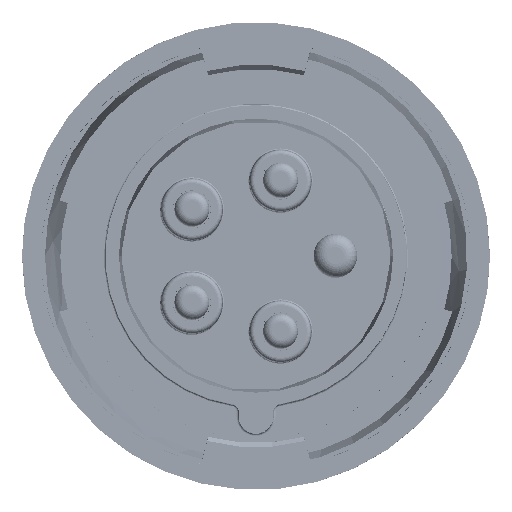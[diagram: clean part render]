
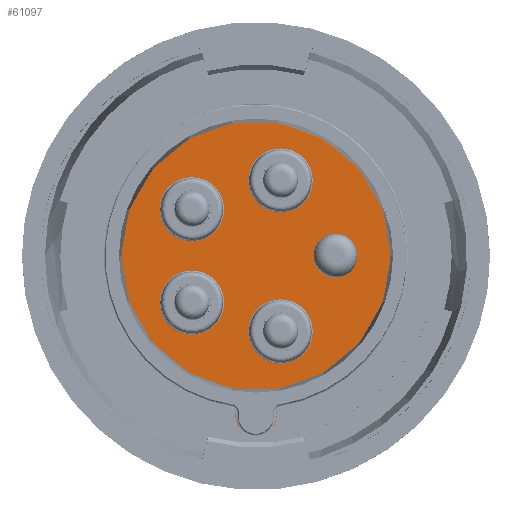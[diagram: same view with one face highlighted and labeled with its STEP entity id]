
A CAD part, top view. The second image highlights one B-rep face of the part: STEP entity #61097.
In plain terms, the highlighted planar face has unit normal (0, 0, 1).
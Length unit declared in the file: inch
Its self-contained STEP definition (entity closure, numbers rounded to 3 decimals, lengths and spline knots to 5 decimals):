
#714 = CIRCLE ( 'NONE', #59973, 0.29156 ) ;
#5330 = CARTESIAN_POINT ( 'NONE',  ( -0.14196, -1.56859, 1.94137 ) ) ;
#7724 = FACE_BOUND ( 'NONE', #248888, .T. ) ;
#8389 = DIRECTION ( 'NONE',  ( 1., 0., 0. ) ) ;
#13830 = ORIENTED_EDGE ( 'NONE', *, *, #301985, .T. ) ;
#13994 = CARTESIAN_POINT ( 'NONE',  ( 0.22203, 0.68333, 1.94137 ) ) ;
#16112 = EDGE_LOOP ( 'NONE', ( #198551, #28185, #121131, #154113, #274305, #211065 ) ) ;
#18408 = ORIENTED_EDGE ( 'NONE', *, *, #285251, .T. ) ;
#19117 = VERTEX_POINT ( 'NONE', #183245 ) ;
#23521 = DIRECTION ( 'NONE',  ( 0., 0., -1. ) ) ;
#27753 = CARTESIAN_POINT ( 'NONE',  ( 0.14196, -1.56859, 1.94137 ) ) ;
#28185 = ORIENTED_EDGE ( 'NONE', *, *, #195627, .T. ) ;
#28449 = VECTOR ( 'NONE', #238773, 39.37008 ) ;
#29644 = CIRCLE ( 'NONE', #232003, 0.29156 ) ;
#32804 = VERTEX_POINT ( 'NONE', #5330 ) ;
#44172 = CARTESIAN_POINT ( 'NONE',  ( -0.18701, 0., 1.94137 ) ) ;
#46939 = AXIS2_PLACEMENT_3D ( 'NONE', #85514, #56276, #8389 ) ;
#52710 = VERTEX_POINT ( 'NONE', #299533 ) ;
#54232 = CARTESIAN_POINT ( 'NONE',  ( 0.51359, 0.68333, 1.94137 ) ) ;
#56276 = DIRECTION ( 'NONE',  ( 0., 0., -1. ) ) ;
#57330 = DIRECTION ( 'NONE',  ( 1., 0., 0. ) ) ;
#58060 = DIRECTION ( 'NONE',  ( 0., 0., -1. ) ) ;
#59973 = AXIS2_PLACEMENT_3D ( 'NONE', #211205, #58060, #172452 ) ;
#61097 = ADVANCED_FACE ( 'NONE', ( #271729, #7724, #288873, #176003, #293382, #123680 ), #194695, .F. ) ;
#69626 = DIRECTION ( 'NONE',  ( 0., 0., 1. ) ) ;
#70554 = AXIS2_PLACEMENT_3D ( 'NONE', #183713, #302614, #277867 ) ;
#80397 = VERTEX_POINT ( 'NONE', #97574 ) ;
#83205 = EDGE_CURVE ( 'NONE', #260142, #260142, #714, .T. ) ;
#85297 = CIRCLE ( 'NONE', #70554, 0.18701 ) ;
#85514 = CARTESIAN_POINT ( 'NONE',  ( -0.58128, -0.42232, 1.94137 ) ) ;
#89332 = VERTEX_POINT ( 'NONE', #124372 ) ;
#92063 = EDGE_CURVE ( 'NONE', #156352, #32804, #85297, .T. ) ;
#93927 = DIRECTION ( 'NONE',  ( 1., 0., 0. ) ) ;
#94026 = AXIS2_PLACEMENT_3D ( 'NONE', #208685, #69626, #190115 ) ;
#97574 = CARTESIAN_POINT ( 'NONE',  ( 0.52165, 0., 1.94137 ) ) ;
#98218 = LINE ( 'NONE', #186330, #28449 ) ;
#99103 = VERTEX_POINT ( 'NONE', #262835 ) ;
#101369 = CIRCLE ( 'NONE', #264070, 0.19685 ) ;
#109719 = CARTESIAN_POINT ( 'NONE',  ( 0., 0., 1.94137 ) ) ;
#110949 = CARTESIAN_POINT ( 'NONE',  ( 0.7185, 0., 1.94137 ) ) ;
#121131 = ORIENTED_EDGE ( 'NONE', *, *, #267687, .T. ) ;
#123680 = FACE_OUTER_BOUND ( 'NONE', #16112, .T. ) ;
#123736 = EDGE_LOOP ( 'NONE', ( #283251 ) ) ;
#124372 = CARTESIAN_POINT ( 'NONE',  ( 0.18701, -1.44685, 1.94137 ) ) ;
#126308 = EDGE_LOOP ( 'NONE', ( #136527 ) ) ;
#133279 = AXIS2_PLACEMENT_3D ( 'NONE', #13994, #268926, #57330 ) ;
#136527 = ORIENTED_EDGE ( 'NONE', *, *, #260768, .T. ) ;
#139973 = LINE ( 'NONE', #44172, #163145 ) ;
#142437 = CARTESIAN_POINT ( 'NONE',  ( -0.28972, 0.42232, 1.94137 ) ) ;
#146568 = EDGE_LOOP ( 'NONE', ( #13830 ) ) ;
#151534 = CIRCLE ( 'NONE', #181036, 0.18701 ) ;
#154113 = ORIENTED_EDGE ( 'NONE', *, *, #208675, .F. ) ;
#155134 = EDGE_CURVE ( 'NONE', #89332, #292032, #151534, .T. ) ;
#156352 = VERTEX_POINT ( 'NONE', #195064 ) ;
#158907 = DIRECTION ( 'NONE',  ( 0., 0., -1. ) ) ;
#163145 = VECTOR ( 'NONE', #303622, 39.37008 ) ;
#163485 = CARTESIAN_POINT ( 'NONE',  ( -0.58128, 0.42232, 1.94137 ) ) ;
#168785 = CIRCLE ( 'NONE', #227806, 1.37795 ) ;
#172452 = DIRECTION ( 'NONE',  ( 1., 0., 0. ) ) ;
#176003 = FACE_BOUND ( 'NONE', #126308, .T. ) ;
#179201 = DIRECTION ( 'NONE',  ( 0., 0., 1. ) ) ;
#181036 = AXIS2_PLACEMENT_3D ( 'NONE', #235136, #23521, #188834 ) ;
#182858 = CIRCLE ( 'NONE', #94026, 1.575 ) ;
#183245 = CARTESIAN_POINT ( 'NONE',  ( 0.18701, -1.3652, 1.94137 ) ) ;
#183713 = CARTESIAN_POINT ( 'NONE',  ( 0., -1.44685, 1.94137 ) ) ;
#186330 = CARTESIAN_POINT ( 'NONE',  ( 0.18701, 0., 1.94137 ) ) ;
#187933 = AXIS2_PLACEMENT_3D ( 'NONE', #196196, #220882, #290364 ) ;
#188834 = DIRECTION ( 'NONE',  ( 0., 1., 0. ) ) ;
#190115 = DIRECTION ( 'NONE',  ( 1., 0., 0. ) ) ;
#194695 = PLANE ( 'NONE',  #187933 ) ;
#195064 = CARTESIAN_POINT ( 'NONE',  ( -0.18701, -1.44685, 1.94137 ) ) ;
#195627 = EDGE_CURVE ( 'NONE', #89332, #19117, #98218, .T. ) ;
#196196 = CARTESIAN_POINT ( 'NONE',  ( 0., 0., 1.94137 ) ) ;
#198551 = ORIENTED_EDGE ( 'NONE', *, *, #155134, .F. ) ;
#203912 = DIRECTION ( 'NONE',  ( 1., 0., 0. ) ) ;
#208197 = DIRECTION ( 'NONE',  ( -1., 0., 0. ) ) ;
#208675 = EDGE_CURVE ( 'NONE', #156352, #52710, #139973, .T. ) ;
#208685 = CARTESIAN_POINT ( 'NONE',  ( 0., 0., 1.94137 ) ) ;
#211065 = ORIENTED_EDGE ( 'NONE', *, *, #261441, .T. ) ;
#211205 = CARTESIAN_POINT ( 'NONE',  ( 0.22203, -0.68333, 1.94137 ) ) ;
#220882 = DIRECTION ( 'NONE',  ( 0., 0., -1. ) ) ;
#227806 = AXIS2_PLACEMENT_3D ( 'NONE', #109719, #179201, #203912 ) ;
#232003 = AXIS2_PLACEMENT_3D ( 'NONE', #163485, #158907, #93927 ) ;
#235136 = CARTESIAN_POINT ( 'NONE',  ( 0., -1.44685, 1.94137 ) ) ;
#238773 = DIRECTION ( 'NONE',  ( 0., 1., 0. ) ) ;
#241774 = CIRCLE ( 'NONE', #133279, 0.29156 ) ;
#248888 = EDGE_LOOP ( 'NONE', ( #291974 ) ) ;
#260142 = VERTEX_POINT ( 'NONE', #284800 ) ;
#260768 = EDGE_CURVE ( 'NONE', #279822, #279822, #29644, .T. ) ;
#261441 = EDGE_CURVE ( 'NONE', #32804, #292032, #182858, .T. ) ;
#262835 = CARTESIAN_POINT ( 'NONE',  ( -0.28972, -0.42232, 1.94137 ) ) ;
#264070 = AXIS2_PLACEMENT_3D ( 'NONE', #110949, #300852, #208197 ) ;
#267687 = EDGE_CURVE ( 'NONE', #19117, #52710, #168785, .T. ) ;
#268926 = DIRECTION ( 'NONE',  ( 0., 0., -1. ) ) ;
#271729 = FACE_BOUND ( 'NONE', #123736, .T. ) ;
#273707 = CIRCLE ( 'NONE', #46939, 0.29156 ) ;
#274305 = ORIENTED_EDGE ( 'NONE', *, *, #92063, .T. ) ;
#277867 = DIRECTION ( 'NONE',  ( 1., 0., 0. ) ) ;
#279822 = VERTEX_POINT ( 'NONE', #142437 ) ;
#280706 = EDGE_LOOP ( 'NONE', ( #18408 ) ) ;
#283251 = ORIENTED_EDGE ( 'NONE', *, *, #83205, .T. ) ;
#284800 = CARTESIAN_POINT ( 'NONE',  ( 0.51359, -0.68333, 1.94137 ) ) ;
#285251 = EDGE_CURVE ( 'NONE', #285956, #285956, #241774, .T. ) ;
#285956 = VERTEX_POINT ( 'NONE', #54232 ) ;
#288873 = FACE_BOUND ( 'NONE', #280706, .T. ) ;
#290364 = DIRECTION ( 'NONE',  ( 0., -1., 0. ) ) ;
#291974 = ORIENTED_EDGE ( 'NONE', *, *, #297424, .T. ) ;
#292032 = VERTEX_POINT ( 'NONE', #27753 ) ;
#293382 = FACE_BOUND ( 'NONE', #146568, .T. ) ;
#297424 = EDGE_CURVE ( 'NONE', #99103, #99103, #273707, .T. ) ;
#299533 = CARTESIAN_POINT ( 'NONE',  ( -0.18701, -1.3652, 1.94137 ) ) ;
#300852 = DIRECTION ( 'NONE',  ( 0., 0., -1. ) ) ;
#301985 = EDGE_CURVE ( 'NONE', #80397, #80397, #101369, .T. ) ;
#302614 = DIRECTION ( 'NONE',  ( 0., 0., 1. ) ) ;
#303622 = DIRECTION ( 'NONE',  ( 0., 1., 0. ) ) ;
